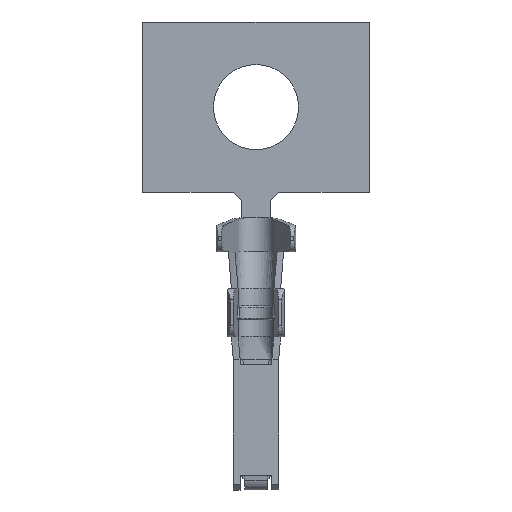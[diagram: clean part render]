
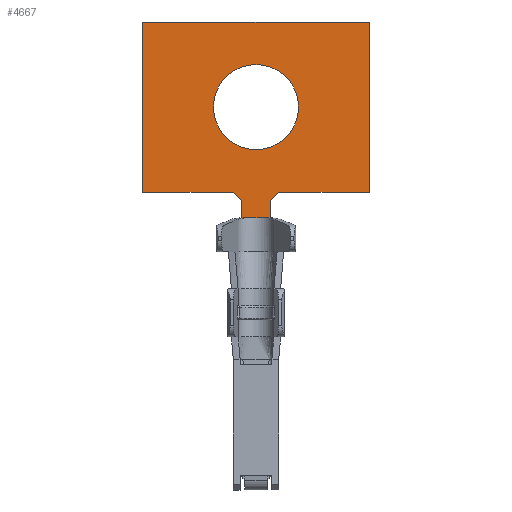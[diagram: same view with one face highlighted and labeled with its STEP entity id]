
A CAD part, front view. The second image highlights one B-rep face of the part: STEP entity #4667.
In plain terms, the highlighted planar face has unit normal (0, -1, 0).
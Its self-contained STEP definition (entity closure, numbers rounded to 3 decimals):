
#3793=CARTESIAN_POINT('',(0.,0.03,4.8));
#3794=VERTEX_POINT('',#3793);
#4362=CARTESIAN_POINT('',(-0.218,0.03,4.8));
#4363=VERTEX_POINT('',#4362);
#4370=CARTESIAN_POINT('',(-0.248,0.03,4.8));
#4371=VERTEX_POINT('',#4370);
#4372=CARTESIAN_POINT('',(-0.218,0.03,4.8));
#4373=DIRECTION('',(-1.,0.,0.));
#4374=VECTOR('',#4373,0.03);
#4375=LINE('',#4372,#4374);
#4376=EDGE_CURVE('',#4363,#4371,#4375,.T.);
#4394=CARTESIAN_POINT('',(0.218,0.03,4.8));
#4395=VERTEX_POINT('',#4394);
#4402=CARTESIAN_POINT('',(0.218,0.03,4.8));
#4403=DIRECTION('',(-1.,0.,0.));
#4404=VECTOR('',#4403,0.218);
#4405=LINE('',#4402,#4404);
#4406=EDGE_CURVE('',#4395,#3794,#4405,.T.);
#4418=CARTESIAN_POINT('',(0.,0.03,4.8));
#4419=DIRECTION('',(-1.,0.,0.));
#4420=VECTOR('',#4419,0.218);
#4421=LINE('',#4418,#4420);
#4422=EDGE_CURVE('',#3794,#4363,#4421,.T.);
#4448=CARTESIAN_POINT('',(0.248,0.03,4.8));
#4449=VERTEX_POINT('',#4448);
#4456=CARTESIAN_POINT('',(0.248,0.03,4.8));
#4457=DIRECTION('',(-1.,0.,0.));
#4458=VECTOR('',#4457,0.03);
#4459=LINE('',#4456,#4458);
#4460=EDGE_CURVE('',#4449,#4395,#4459,.T.);
#4575=CARTESIAN_POINT('',(2.,0.03,8.8));
#4576=DIRECTION('',(1.,0.,0.));
#4577=DIRECTION('',(0.,-1.,0.));
#4578=AXIS2_PLACEMENT_3D('',#4575,#4577,#4576);
#4579=PLANE('',#4578);
#4580=ORIENTED_EDGE('',*,*,#4376,.F.);
#4581=ORIENTED_EDGE('',*,*,#4422,.F.);
#4582=ORIENTED_EDGE('',*,*,#4406,.F.);
#4583=ORIENTED_EDGE('',*,*,#4460,.F.);
#4584=CARTESIAN_POINT('',(0.248,0.03,5.1));
#4585=VERTEX_POINT('',#4584);
#4586=CARTESIAN_POINT('',(0.248,0.03,5.1));
#4587=DIRECTION('',(0.,0.,-1.));
#4588=VECTOR('',#4587,0.3);
#4589=LINE('',#4586,#4588);
#4590=EDGE_CURVE('',#4585,#4449,#4589,.T.);
#4591=ORIENTED_EDGE('',*,*,#4590,.F.);
#4592=CARTESIAN_POINT('',(0.398,0.03,5.25));
#4593=VERTEX_POINT('',#4592);
#4594=CARTESIAN_POINT('',(0.398,0.03,5.25));
#4595=DIRECTION('',(-0.707,0.,-0.707));
#4596=VECTOR('',#4595,0.212);
#4597=LINE('',#4594,#4596);
#4598=EDGE_CURVE('',#4593,#4585,#4597,.T.);
#4599=ORIENTED_EDGE('',*,*,#4598,.F.);
#4600=CARTESIAN_POINT('',(2.,0.03,5.25));
#4601=VERTEX_POINT('',#4600);
#4602=CARTESIAN_POINT('',(2.,0.03,5.25));
#4603=DIRECTION('',(-1.,0.,0.));
#4604=VECTOR('',#4603,1.602);
#4605=LINE('',#4602,#4604);
#4606=EDGE_CURVE('',#4601,#4593,#4605,.T.);
#4607=ORIENTED_EDGE('',*,*,#4606,.F.);
#4608=CARTESIAN_POINT('',(2.,0.03,8.25));
#4609=VERTEX_POINT('',#4608);
#4610=CARTESIAN_POINT('',(2.,0.03,5.25));
#4611=DIRECTION('',(0.,0.,1.));
#4612=VECTOR('',#4611,3.);
#4613=LINE('',#4610,#4612);
#4614=EDGE_CURVE('',#4601,#4609,#4613,.T.);
#4615=ORIENTED_EDGE('',*,*,#4614,.T.);
#4616=CARTESIAN_POINT('',(-2.,0.03,8.25));
#4617=VERTEX_POINT('',#4616);
#4618=CARTESIAN_POINT('',(-2.,0.03,8.25));
#4619=DIRECTION('',(1.,0.,0.));
#4620=VECTOR('',#4619,4.);
#4621=LINE('',#4618,#4620);
#4622=EDGE_CURVE('',#4617,#4609,#4621,.T.);
#4623=ORIENTED_EDGE('',*,*,#4622,.F.);
#4624=CARTESIAN_POINT('',(-2.,0.03,5.25));
#4625=VERTEX_POINT('',#4624);
#4626=CARTESIAN_POINT('',(-2.,0.03,5.25));
#4627=DIRECTION('',(0.,0.,1.));
#4628=VECTOR('',#4627,3.);
#4629=LINE('',#4626,#4628);
#4630=EDGE_CURVE('',#4625,#4617,#4629,.T.);
#4631=ORIENTED_EDGE('',*,*,#4630,.F.);
#4632=CARTESIAN_POINT('',(-0.398,0.03,5.25));
#4633=VERTEX_POINT('',#4632);
#4634=CARTESIAN_POINT('',(-0.398,0.03,5.25));
#4635=DIRECTION('',(-1.,0.,0.));
#4636=VECTOR('',#4635,1.602);
#4637=LINE('',#4634,#4636);
#4638=EDGE_CURVE('',#4633,#4625,#4637,.T.);
#4639=ORIENTED_EDGE('',*,*,#4638,.F.);
#4640=CARTESIAN_POINT('',(-0.248,0.03,5.1));
#4641=VERTEX_POINT('',#4640);
#4642=CARTESIAN_POINT('',(-0.248,0.03,5.1));
#4643=DIRECTION('',(-0.707,0.,0.707));
#4644=VECTOR('',#4643,0.212);
#4645=LINE('',#4642,#4644);
#4646=EDGE_CURVE('',#4641,#4633,#4645,.T.);
#4647=ORIENTED_EDGE('',*,*,#4646,.F.);
#4648=CARTESIAN_POINT('',(-0.248,0.03,4.8));
#4649=DIRECTION('',(0.,0.,1.));
#4650=VECTOR('',#4649,0.3);
#4651=LINE('',#4648,#4650);
#4652=EDGE_CURVE('',#4371,#4641,#4651,.T.);
#4653=ORIENTED_EDGE('',*,*,#4652,.F.);
#4654=EDGE_LOOP('',(#4580,#4581,#4582,#4583,#4591,#4599,#4607,#4615,#4623,#4631,#4639,#4647,#4653));
#4655=FACE_OUTER_BOUND('',#4654,.T.);
#4656=CARTESIAN_POINT('',(-0.75,0.03,6.75));
#4657=VERTEX_POINT('',#4656);
#4658=CARTESIAN_POINT('',(0.,0.03,6.75));
#4659=DIRECTION('',(-1.,-0.,0.));
#4660=DIRECTION('',(0.,1.,-0.));
#4661=AXIS2_PLACEMENT_3D('',#4658,#4660,#4659);
#4662=CIRCLE('',#4661,0.75);
#4663=EDGE_CURVE('',#4657,#4657,#4662,.T.);
#4664=ORIENTED_EDGE('',*,*,#4663,.T.);
#4665=EDGE_LOOP('',(#4664));
#4666=FACE_BOUND('',#4665,.T.);
#4667=ADVANCED_FACE('',(#4655,#4666),#4579,.T.);
